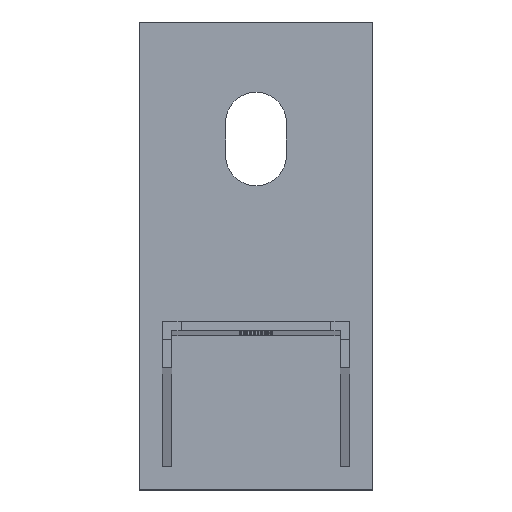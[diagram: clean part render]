
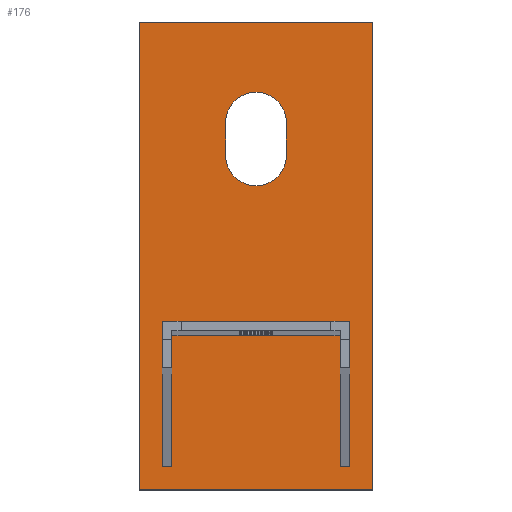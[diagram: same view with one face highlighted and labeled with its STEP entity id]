
A CAD part, top view. The second image highlights one B-rep face of the part: STEP entity #176.
In plain terms, the highlighted planar face has unit normal (0, 0, 1).
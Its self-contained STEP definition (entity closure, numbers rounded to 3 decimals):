
#11 = VECTOR ( 'NONE', #146, 1000. ) ;
#45 = VERTEX_POINT ( 'NONE', #1237 ) ;
#116 = CARTESIAN_POINT ( 'NONE',  ( -6.5, 0., 8. ) ) ;
#146 = DIRECTION ( 'NONE',  ( -1., 0., 0. ) ) ;
#162 = ORIENTED_EDGE ( 'NONE', *, *, #1239, .T. ) ;
#176 = ADVANCED_FACE ( 'NONE', ( #1877, #1113 ), #1925, .T. ) ;
#234 = VERTEX_POINT ( 'NONE', #1441 ) ;
#258 = DIRECTION ( 'NONE',  ( 0., -1., 0. ) ) ;
#271 = LINE ( 'NONE', #1369, #11 ) ;
#289 = CARTESIAN_POINT ( 'NONE',  ( 25., -78.5, 8. ) ) ;
#297 = VECTOR ( 'NONE', #685, 1000. ) ;
#309 = VERTEX_POINT ( 'NONE', #530 ) ;
#357 = DIRECTION ( 'NONE',  ( 1., 0., 0. ) ) ;
#400 = ORIENTED_EDGE ( 'NONE', *, *, #1278, .F. ) ;
#412 = EDGE_CURVE ( 'NONE', #309, #599, #1775, .T. ) ;
#427 = DIRECTION ( 'NONE',  ( 1., 0., 0. ) ) ;
#434 = ORIENTED_EDGE ( 'NONE', *, *, #1436, .F. ) ;
#436 = CIRCLE ( 'NONE', #910, 6.5 ) ;
#455 = ORIENTED_EDGE ( 'NONE', *, *, #512, .F. ) ;
#479 = CARTESIAN_POINT ( 'NONE',  ( -25., 21.5, 8. ) ) ;
#512 = EDGE_CURVE ( 'NONE', #900, #643, #1084, .T. ) ;
#530 = CARTESIAN_POINT ( 'NONE',  ( -25., -78.5, 8. ) ) ;
#599 = VERTEX_POINT ( 'NONE', #289 ) ;
#643 = VERTEX_POINT ( 'NONE', #1243 ) ;
#650 = VERTEX_POINT ( 'NONE', #479 ) ;
#685 = DIRECTION ( 'NONE',  ( 1., 0., 0. ) ) ;
#704 = LINE ( 'NONE', #1150, #1389 ) ;
#712 = LINE ( 'NONE', #1181, #1923 ) ;
#811 = CARTESIAN_POINT ( 'NONE',  ( -25., -78.5, 8. ) ) ;
#900 = VERTEX_POINT ( 'NONE', #1318 ) ;
#910 = AXIS2_PLACEMENT_3D ( 'NONE', #1790, #1292, #357 ) ;
#934 = EDGE_CURVE ( 'NONE', #599, #1657, #712, .T. ) ;
#1019 = EDGE_LOOP ( 'NONE', ( #455, #434, #400, #1911 ) ) ;
#1084 = LINE ( 'NONE', #116, #1953 ) ;
#1102 = CARTESIAN_POINT ( 'NONE',  ( 6.5, 0., 8. ) ) ;
#1113 = FACE_BOUND ( 'NONE', #1019, .T. ) ;
#1130 = DIRECTION ( 'NONE',  ( 1., 0., 0. ) ) ;
#1150 = CARTESIAN_POINT ( 'NONE',  ( -25., 21.5, 8. ) ) ;
#1152 = CARTESIAN_POINT ( 'NONE',  ( -25., -78.5, 8. ) ) ;
#1178 = AXIS2_PLACEMENT_3D ( 'NONE', #811, #1298, #1130 ) ;
#1181 = CARTESIAN_POINT ( 'NONE',  ( 25., 21.5, 8. ) ) ;
#1200 = CIRCLE ( 'NONE', #1644, 6.5 ) ;
#1224 = VECTOR ( 'NONE', #1886, 1000. ) ;
#1237 = CARTESIAN_POINT ( 'NONE',  ( 6.5, 0., 8. ) ) ;
#1239 = EDGE_CURVE ( 'NONE', #1657, #650, #271, .T. ) ;
#1243 = CARTESIAN_POINT ( 'NONE',  ( -6.5, -7., 8. ) ) ;
#1276 = LINE ( 'NONE', #1102, #1224 ) ;
#1278 = EDGE_CURVE ( 'NONE', #234, #45, #1276, .T. ) ;
#1283 = DIRECTION ( 'NONE',  ( 0., -1., 0. ) ) ;
#1292 = DIRECTION ( 'NONE',  ( 0., 0., 1. ) ) ;
#1298 = DIRECTION ( 'NONE',  ( 0., 0., 1. ) ) ;
#1318 = CARTESIAN_POINT ( 'NONE',  ( -6.5, 0., 8. ) ) ;
#1369 = CARTESIAN_POINT ( 'NONE',  ( -25., 21.5, 8. ) ) ;
#1380 = EDGE_LOOP ( 'NONE', ( #1966, #1680, #1835, #162 ) ) ;
#1389 = VECTOR ( 'NONE', #1283, 1000. ) ;
#1436 = EDGE_CURVE ( 'NONE', #45, #900, #436, .T. ) ;
#1441 = CARTESIAN_POINT ( 'NONE',  ( 6.5, -7., 8. ) ) ;
#1495 = CARTESIAN_POINT ( 'NONE',  ( 25., 21.5, 8. ) ) ;
#1504 = CARTESIAN_POINT ( 'NONE',  ( 0., -7., 8. ) ) ;
#1565 = EDGE_CURVE ( 'NONE', #643, #234, #1200, .T. ) ;
#1644 = AXIS2_PLACEMENT_3D ( 'NONE', #1504, #1685, #427 ) ;
#1657 = VERTEX_POINT ( 'NONE', #1495 ) ;
#1680 = ORIENTED_EDGE ( 'NONE', *, *, #412, .T. ) ;
#1685 = DIRECTION ( 'NONE',  ( 0., 0., 1. ) ) ;
#1775 = LINE ( 'NONE', #1152, #297 ) ;
#1790 = CARTESIAN_POINT ( 'NONE',  ( 0., 0., 8. ) ) ;
#1835 = ORIENTED_EDGE ( 'NONE', *, *, #934, .T. ) ;
#1877 = FACE_OUTER_BOUND ( 'NONE', #1380, .T. ) ;
#1886 = DIRECTION ( 'NONE',  ( 0., 1., 0. ) ) ;
#1911 = ORIENTED_EDGE ( 'NONE', *, *, #1565, .F. ) ;
#1923 = VECTOR ( 'NONE', #1972, 1000. ) ;
#1925 = PLANE ( 'NONE',  #1178 ) ;
#1953 = VECTOR ( 'NONE', #258, 1000. ) ;
#1966 = ORIENTED_EDGE ( 'NONE', *, *, #1986, .T. ) ;
#1972 = DIRECTION ( 'NONE',  ( 0., 1., 0. ) ) ;
#1986 = EDGE_CURVE ( 'NONE', #650, #309, #704, .T. ) ;
